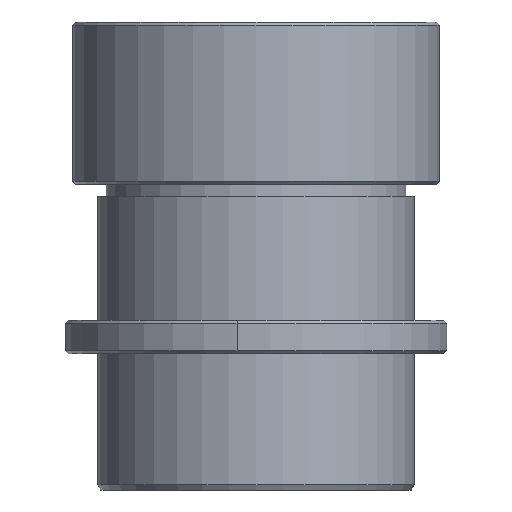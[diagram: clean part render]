
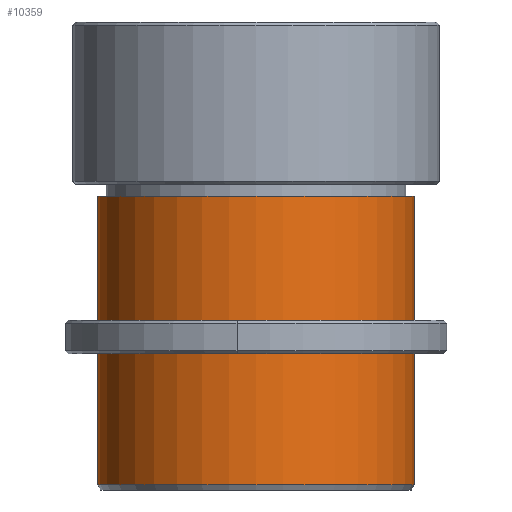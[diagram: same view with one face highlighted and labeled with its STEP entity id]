
A CAD part, front view. The second image highlights one B-rep face of the part: STEP entity #10359.
In plain terms, the highlighted cylindrical face has radius 13.145 mm (diameter 26.289 mm), a partial arc.
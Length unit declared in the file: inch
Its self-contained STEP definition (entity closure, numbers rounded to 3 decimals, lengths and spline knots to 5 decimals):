
#21 = EDGE_LOOP ( 'NONE', ( #995, #5076, #9795, #7496 ) ) ;
#372 = LINE ( 'NONE', #2673, #17359 ) ;
#931 = CARTESIAN_POINT ( 'NONE',  ( 0.5175, 0.01562, -1.51268 ) ) ;
#995 = ORIENTED_EDGE ( 'NONE', *, *, #4702, .F. ) ;
#1189 = DIRECTION ( 'NONE',  ( 0., 0., 1. ) ) ;
#1735 = CARTESIAN_POINT ( 'NONE',  ( 0., 0.01562, -0.57 ) ) ;
#2673 = CARTESIAN_POINT ( 'NONE',  ( 0.5175, 0.01562, 0. ) ) ;
#3053 = CIRCLE ( 'NONE', #15340, 0.5175 ) ;
#3056 = DIRECTION ( 'NONE',  ( 1., 0., 0. ) ) ;
#4429 = VECTOR ( 'NONE', #5860, 39.37008 ) ;
#4702 = EDGE_CURVE ( 'NONE', #8042, #8360, #11157, .T. ) ;
#5076 = ORIENTED_EDGE ( 'NONE', *, *, #6195, .T. ) ;
#5269 = CARTESIAN_POINT ( 'NONE',  ( -0.5175, 0.01562, -0.57 ) ) ;
#5860 = DIRECTION ( 'NONE',  ( 0., 0., 1. ) ) ;
#6161 = CARTESIAN_POINT ( 'NONE',  ( -0.5175, 0.01562, -1.51268 ) ) ;
#6195 = EDGE_CURVE ( 'NONE', #8042, #8117, #3053, .T. ) ;
#6545 = CARTESIAN_POINT ( 'NONE',  ( 0.5175, 0.01562, -0.57 ) ) ;
#6954 = FACE_OUTER_BOUND ( 'NONE', #21, .T. ) ;
#7069 = DIRECTION ( 'NONE',  ( 0., 0., 1. ) ) ;
#7496 = ORIENTED_EDGE ( 'NONE', *, *, #13039, .F. ) ;
#7902 = DIRECTION ( 'NONE',  ( 1., 0., 0. ) ) ;
#8042 = VERTEX_POINT ( 'NONE', #6161 ) ;
#8117 = VERTEX_POINT ( 'NONE', #931 ) ;
#8302 = VERTEX_POINT ( 'NONE', #6545 ) ;
#8360 = VERTEX_POINT ( 'NONE', #5269 ) ;
#9202 = CARTESIAN_POINT ( 'NONE',  ( 0., 0.01562, 0. ) ) ;
#9340 = DIRECTION ( 'NONE',  ( 0., 0., 1. ) ) ;
#9795 = ORIENTED_EDGE ( 'NONE', *, *, #12210, .T. ) ;
#10184 = CIRCLE ( 'NONE', #15587, 0.5175 ) ;
#10359 = ADVANCED_FACE ( 'NONE', ( #6954 ), #15584, .T. ) ;
#11122 = DIRECTION ( 'NONE',  ( 0., 0., 1. ) ) ;
#11157 = LINE ( 'NONE', #16583, #4429 ) ;
#12210 = EDGE_CURVE ( 'NONE', #8117, #8302, #372, .T. ) ;
#13039 = EDGE_CURVE ( 'NONE', #8360, #8302, #10184, .T. ) ;
#15115 = CARTESIAN_POINT ( 'NONE',  ( 0., 0.01562, -1.51268 ) ) ;
#15340 = AXIS2_PLACEMENT_3D ( 'NONE', #15115, #7069, #16456 ) ;
#15584 = CYLINDRICAL_SURFACE ( 'NONE', #16057, 0.5175 ) ;
#15587 = AXIS2_PLACEMENT_3D ( 'NONE', #1735, #11122, #3056 ) ;
#16057 = AXIS2_PLACEMENT_3D ( 'NONE', #9202, #1189, #7902 ) ;
#16456 = DIRECTION ( 'NONE',  ( -1., 0., 0. ) ) ;
#16583 = CARTESIAN_POINT ( 'NONE',  ( -0.5175, 0.01562, 0. ) ) ;
#17359 = VECTOR ( 'NONE', #9340, 39.37008 ) ;
